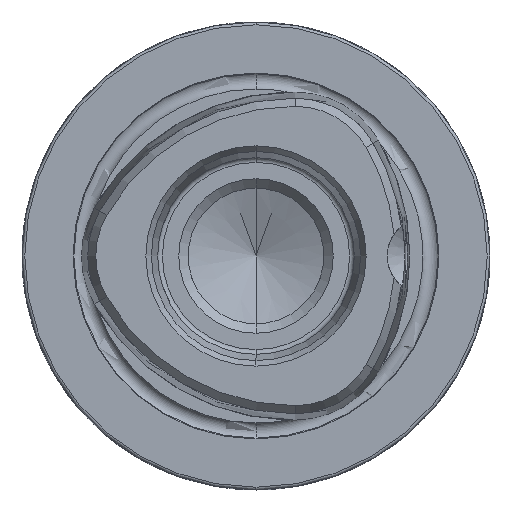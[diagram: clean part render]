
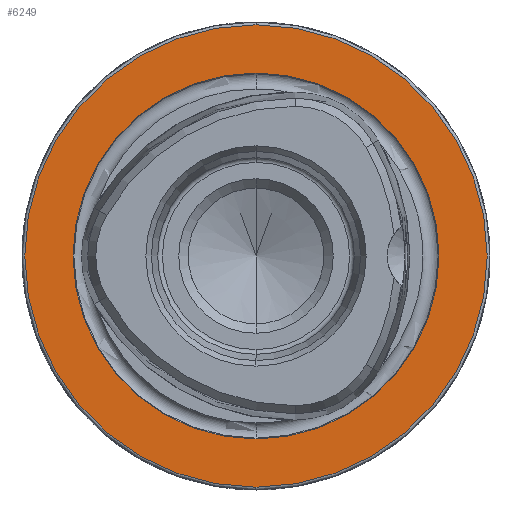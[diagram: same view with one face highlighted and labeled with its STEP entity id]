
A CAD part, left-side view. The second image highlights one B-rep face of the part: STEP entity #6249.
In plain terms, the highlighted planar face has unit normal (-1, 0, 0).
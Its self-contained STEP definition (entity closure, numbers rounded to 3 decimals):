
#15 = CARTESIAN_POINT ( 'NONE',  ( 0., 0., 0. ) ) ;
#663 = VERTEX_POINT ( 'NONE', #14902 ) ;
#1008 = EDGE_LOOP ( 'NONE', ( #11900, #9611 ) ) ;
#1594 = CARTESIAN_POINT ( 'NONE',  ( 0., 0., 19.55 ) ) ;
#1990 = DIRECTION ( 'NONE',  ( -1., 0., 0. ) ) ;
#2486 = AXIS2_PLACEMENT_3D ( 'NONE', #16156, #7086, #8500 ) ;
#3136 = CIRCLE ( 'NONE', #2486, 19.55 ) ;
#3202 = DIRECTION ( 'NONE',  ( -1., 0., 0. ) ) ;
#3557 = EDGE_CURVE ( 'NONE', #7677, #15551, #19937, .T. ) ;
#3593 = EDGE_CURVE ( 'NONE', #15551, #7677, #3136, .T. ) ;
#4786 = CARTESIAN_POINT ( 'NONE',  ( 0., 0., -19.55 ) ) ;
#4895 = DIRECTION ( 'NONE',  ( -1., 0., 0. ) ) ;
#4961 = CARTESIAN_POINT ( 'NONE',  ( 0., 0., 0. ) ) ;
#6249 = ADVANCED_FACE ( 'NONE', ( #9705, #16235 ), #13128, .F. ) ;
#6325 = DIRECTION ( 'NONE',  ( 0., 0., 1. ) ) ;
#6940 = DIRECTION ( 'NONE',  ( 0., 0., 1. ) ) ;
#7086 = DIRECTION ( 'NONE',  ( -1., 0., 0. ) ) ;
#7677 = VERTEX_POINT ( 'NONE', #1594 ) ;
#7681 = EDGE_CURVE ( 'NONE', #663, #9910, #18119, .T. ) ;
#8500 = DIRECTION ( 'NONE',  ( 0., 0., 1. ) ) ;
#9611 = ORIENTED_EDGE ( 'NONE', *, *, #15974, .T. ) ;
#9705 = FACE_BOUND ( 'NONE', #12498, .T. ) ;
#9910 = VERTEX_POINT ( 'NONE', #17483 ) ;
#10129 = CARTESIAN_POINT ( 'NONE',  ( 0., 19.55, 0. ) ) ;
#10704 = AXIS2_PLACEMENT_3D ( 'NONE', #15, #4895, #17508 ) ;
#11900 = ORIENTED_EDGE ( 'NONE', *, *, #7681, .T. ) ;
#12498 = EDGE_LOOP ( 'NONE', ( #13231, #18081 ) ) ;
#12925 = DIRECTION ( 'NONE',  ( 0., 0., -1. ) ) ;
#12991 = AXIS2_PLACEMENT_3D ( 'NONE', #15888, #3202, #6940 ) ;
#13128 = PLANE ( 'NONE',  #15172 ) ;
#13231 = ORIENTED_EDGE ( 'NONE', *, *, #3557, .F. ) ;
#14902 = CARTESIAN_POINT ( 'NONE',  ( 0., 0., 24.7 ) ) ;
#15172 = AXIS2_PLACEMENT_3D ( 'NONE', #10129, #17766, #12925 ) ;
#15551 = VERTEX_POINT ( 'NONE', #4786 ) ;
#15888 = CARTESIAN_POINT ( 'NONE',  ( 0., 0., 0. ) ) ;
#15974 = EDGE_CURVE ( 'NONE', #9910, #663, #18251, .T. ) ;
#16156 = CARTESIAN_POINT ( 'NONE',  ( 0., 0., 0. ) ) ;
#16235 = FACE_OUTER_BOUND ( 'NONE', #1008, .T. ) ;
#17483 = CARTESIAN_POINT ( 'NONE',  ( 0., 0., -24.7 ) ) ;
#17508 = DIRECTION ( 'NONE',  ( 0., 0., 1. ) ) ;
#17766 = DIRECTION ( 'NONE',  ( 1., 0., 0. ) ) ;
#18081 = ORIENTED_EDGE ( 'NONE', *, *, #3593, .F. ) ;
#18119 = CIRCLE ( 'NONE', #19405, 24.7 ) ;
#18251 = CIRCLE ( 'NONE', #12991, 24.7 ) ;
#19405 = AXIS2_PLACEMENT_3D ( 'NONE', #4961, #1990, #6325 ) ;
#19937 = CIRCLE ( 'NONE', #10704, 19.55 ) ;
